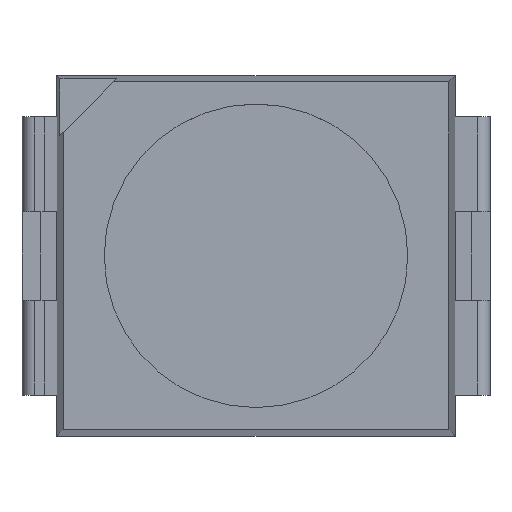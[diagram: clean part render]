
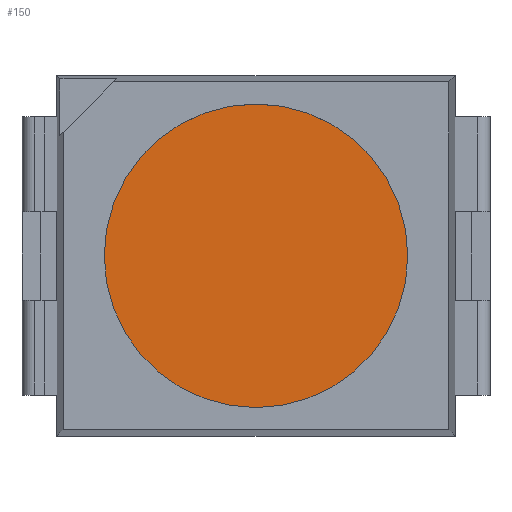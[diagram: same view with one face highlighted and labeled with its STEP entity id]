
A CAD part, top view. The second image highlights one B-rep face of the part: STEP entity #150.
In plain terms, the highlighted planar face has unit normal (0, 0, 1).
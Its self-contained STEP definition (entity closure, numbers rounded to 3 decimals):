
#72=CARTESIAN_POINT('',(1.2,0.0,1.65));
#73=VERTEX_POINT('',#72);
#89=CARTESIAN_POINT('',(-1.2,0.,1.65));
#90=VERTEX_POINT('',#89);
#97=CARTESIAN_POINT('',(0.,0.0,1.65));
#98=DIRECTION('',(0.0,0.0,1.0));
#99=DIRECTION('',(1.0,0.0,0.0));
#100=AXIS2_PLACEMENT_3D('',#97,#98,#99);
#101=CIRCLE('',#100,1.2);
#102=EDGE_CURVE('',#73,#90,#101,.T.);
#113=CARTESIAN_POINT('',(0.,0.0,1.65));
#114=DIRECTION('',(0.0,0.0,1.0));
#115=DIRECTION('',(1.0,0.0,0.0));
#116=AXIS2_PLACEMENT_3D('',#113,#114,#115);
#117=CIRCLE('',#116,1.2);
#118=EDGE_CURVE('',#90,#73,#117,.T.);
#141=CARTESIAN_POINT('',(0.,0.0,1.65));
#142=DIRECTION('',(0.0,0.0,1.0));
#143=DIRECTION('',(1.0,0.0,0.0));
#144=AXIS2_PLACEMENT_3D('',#141,#142,#143);
#145=PLANE('',#144);
#146=ORIENTED_EDGE('',*,*,#102,.T.);
#147=ORIENTED_EDGE('',*,*,#118,.T.);
#148=EDGE_LOOP('',(#146,#147));
#149=FACE_OUTER_BOUND('',#148,.T.);
#150=ADVANCED_FACE('',(#149),#145,.T.);
